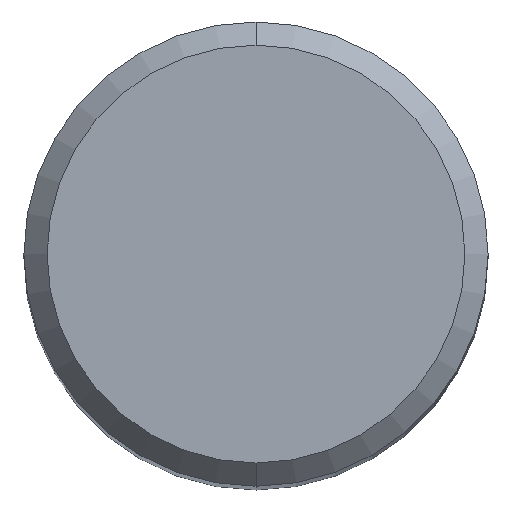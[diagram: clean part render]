
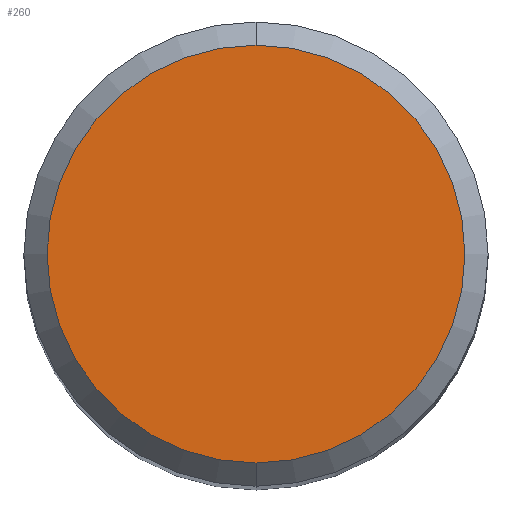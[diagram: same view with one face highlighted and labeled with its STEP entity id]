
A CAD part, top view. The second image highlights one B-rep face of the part: STEP entity #260.
In plain terms, the highlighted planar face has unit normal (0, 0, 1).
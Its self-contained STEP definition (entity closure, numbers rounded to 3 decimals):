
#180=VERTEX_POINT('',#481);
#260=ADVANCED_FACE('',(#572),#573,.T.);
#372=VERTEX_POINT('',#694);
#374=EDGE_CURVE('',#372,#180,#696,.T.);
#438=EDGE_CURVE('',#180,#372,#769,.T.);
#481=CARTESIAN_POINT('',(0.,-5.4,0.0));
#572=FACE_OUTER_BOUND('',#998,.T.);
#573=PLANE('',#999);
#694=CARTESIAN_POINT('',(0.0,5.4,0.0));
#696=CIRCLE('',#1283,5.4);
#769=CIRCLE('',#1434,5.4);
#998=EDGE_LOOP('',(#1600,#1601));
#999=AXIS2_PLACEMENT_3D('',#1602,#1603,#1604);
#1283=AXIS2_PLACEMENT_3D('',#1719,#1720,#1721);
#1434=AXIS2_PLACEMENT_3D('',#1818,#1819,#1820);
#1600=ORIENTED_EDGE('',*,*,#374,.F.);
#1601=ORIENTED_EDGE('',*,*,#438,.F.);
#1602=CARTESIAN_POINT('',(0.0,2.7,0.0));
#1603=DIRECTION('',(-0.0,0.0,1.0));
#1604=DIRECTION('',(0.0,-1.0,0.0));
#1719=CARTESIAN_POINT('',(0.0,0.0,0.0));
#1720=DIRECTION('',(0.0,0.0,-1.0));
#1721=DIRECTION('',(0.0,1.0,0.0));
#1818=CARTESIAN_POINT('',(0.0,0.0,0.0));
#1819=DIRECTION('',(0.0,0.0,-1.0));
#1820=DIRECTION('',(0.0,1.0,0.0));
